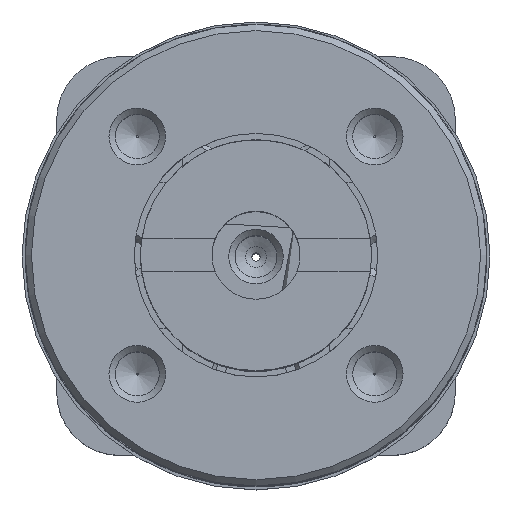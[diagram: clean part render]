
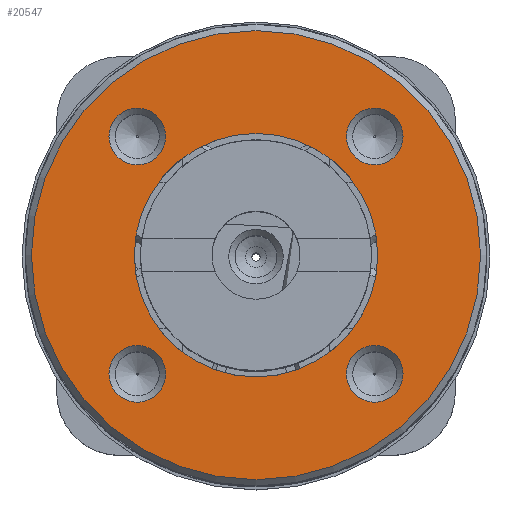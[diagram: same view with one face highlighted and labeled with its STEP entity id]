
A CAD part, top view. The second image highlights one B-rep face of the part: STEP entity #20547.
In plain terms, the highlighted face is planar.
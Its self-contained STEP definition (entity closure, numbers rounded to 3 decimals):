
#547=PLANE('',#22094);
#1020=FACE_BOUND('',#3168,.T.);
#1021=FACE_BOUND('',#3169,.T.);
#1022=FACE_BOUND('',#3170,.T.);
#1023=FACE_BOUND('',#3171,.T.);
#1024=FACE_BOUND('',#3172,.T.);
#1931=FACE_OUTER_BOUND('',#3167,.T.);
#3167=EDGE_LOOP('',(#14949));
#3168=EDGE_LOOP('',(#14950));
#3169=EDGE_LOOP('',(#14951));
#3170=EDGE_LOOP('',(#14952));
#3171=EDGE_LOOP('',(#14953));
#3172=EDGE_LOOP('',(#14954));
#4360=CIRCLE('',#21984,5.8);
#4371=CIRCLE('',#21996,1.35);
#4373=CIRCLE('',#21999,1.35);
#4375=CIRCLE('',#22002,1.35);
#4377=CIRCLE('',#22005,1.35);
#4380=CIRCLE('',#22009,10.7);
#8762=VERTEX_POINT('',#33860);
#8781=VERTEX_POINT('',#33956);
#8783=VERTEX_POINT('',#33962);
#8785=VERTEX_POINT('',#33968);
#8787=VERTEX_POINT('',#33974);
#8790=VERTEX_POINT('',#33982);
#10994=EDGE_CURVE('',#8762,#8762,#4360,.T.);
#11015=EDGE_CURVE('',#8781,#8781,#4371,.T.);
#11018=EDGE_CURVE('',#8783,#8783,#4373,.T.);
#11021=EDGE_CURVE('',#8785,#8785,#4375,.T.);
#11024=EDGE_CURVE('',#8787,#8787,#4377,.T.);
#11028=EDGE_CURVE('',#8790,#8790,#4380,.T.);
#14949=ORIENTED_EDGE('',*,*,#11028,.T.);
#14950=ORIENTED_EDGE('',*,*,#10994,.T.);
#14951=ORIENTED_EDGE('',*,*,#11024,.T.);
#14952=ORIENTED_EDGE('',*,*,#11021,.T.);
#14953=ORIENTED_EDGE('',*,*,#11018,.T.);
#14954=ORIENTED_EDGE('',*,*,#11015,.T.);
#20547=ADVANCED_FACE('',(#1931,#1020,#1021,#1022,#1023,#1024),#547,.T.);
#21984=AXIS2_PLACEMENT_3D('',#33861,#24533,#24534);
#21996=AXIS2_PLACEMENT_3D('',#33958,#24559,#24560);
#21999=AXIS2_PLACEMENT_3D('',#33964,#24566,#24567);
#22002=AXIS2_PLACEMENT_3D('',#33970,#24573,#24574);
#22005=AXIS2_PLACEMENT_3D('',#33976,#24580,#24581);
#22009=AXIS2_PLACEMENT_3D('',#33984,#24589,#24590);
#22094=AXIS2_PLACEMENT_3D('',#35841,#24802,#24803);
#24533=DIRECTION('center_axis',(0.,0.,1.));
#24534=DIRECTION('ref_axis',(1.,0.,0.));
#24559=DIRECTION('center_axis',(0.,0.,1.));
#24560=DIRECTION('ref_axis',(-1.,0.,0.));
#24566=DIRECTION('center_axis',(0.,0.,1.));
#24567=DIRECTION('ref_axis',(-1.,0.,0.));
#24573=DIRECTION('center_axis',(0.,0.,1.));
#24574=DIRECTION('ref_axis',(-1.,0.,0.));
#24580=DIRECTION('center_axis',(0.,0.,1.));
#24581=DIRECTION('ref_axis',(-1.,0.,0.));
#24589=DIRECTION('center_axis',(0.,0.,-1.));
#24590=DIRECTION('ref_axis',(-1.,0.,0.));
#24802=DIRECTION('center_axis',(0.,0.,-1.));
#24803=DIRECTION('ref_axis',(-1.,0.,0.));
#33860=CARTESIAN_POINT('',(-5.8,0.,-23.));
#33861=CARTESIAN_POINT('Origin',(0.,0.,-23.));
#33956=CARTESIAN_POINT('',(-4.307,5.657,-23.));
#33958=CARTESIAN_POINT('Origin',(-5.657,5.657,-23.));
#33962=CARTESIAN_POINT('',(-4.307,-5.657,-23.));
#33964=CARTESIAN_POINT('Origin',(-5.657,-5.657,-23.));
#33968=CARTESIAN_POINT('',(7.007,-5.657,-23.));
#33970=CARTESIAN_POINT('Origin',(5.657,-5.657,-23.));
#33974=CARTESIAN_POINT('',(7.007,5.657,-23.));
#33976=CARTESIAN_POINT('Origin',(5.657,5.657,-23.));
#33982=CARTESIAN_POINT('',(-10.7,0.,-23.));
#33984=CARTESIAN_POINT('Origin',(0.,0.,-23.));
#35841=CARTESIAN_POINT('Origin',(0.,0.,-23.));
